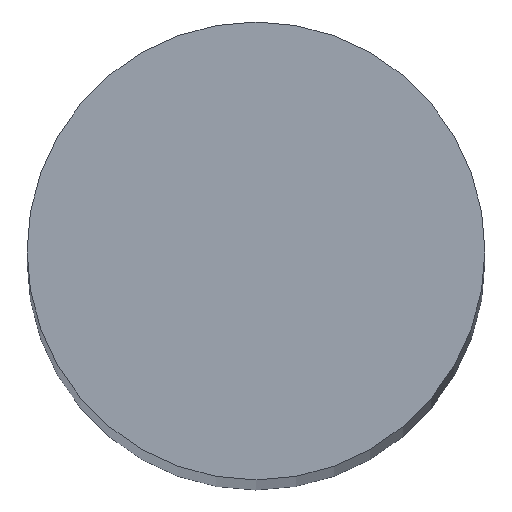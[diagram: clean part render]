
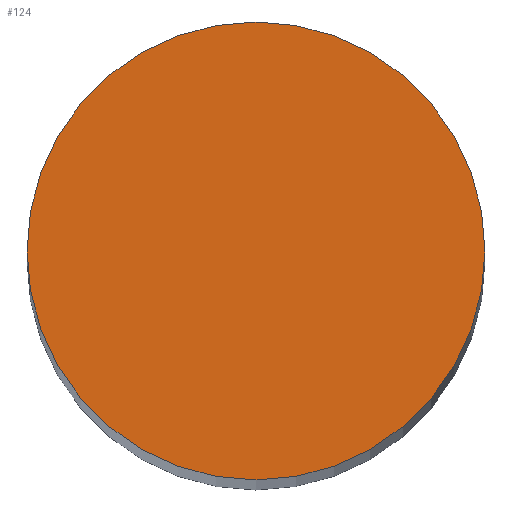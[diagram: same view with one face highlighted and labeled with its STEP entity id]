
A CAD part, top view. The second image highlights one B-rep face of the part: STEP entity #124.
In plain terms, the highlighted planar face has unit normal (0, 0, 1).
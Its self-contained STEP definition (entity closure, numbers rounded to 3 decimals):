
#2 = DIRECTION ( 'NONE',  ( 1., 0., 0. ) ) ;
#6 = ORIENTED_EDGE ( 'NONE', *, *, #115, .T. ) ;
#9 = DIRECTION ( 'NONE',  ( 1., 0., 0. ) ) ;
#12 = CARTESIAN_POINT ( 'NONE',  ( -2.5, 0., 63. ) ) ;
#20 = DIRECTION ( 'NONE',  ( 0., 0., 1. ) ) ;
#41 = AXIS2_PLACEMENT_3D ( 'NONE', #46, #20, #2 ) ;
#46 = CARTESIAN_POINT ( 'NONE',  ( 0., 0., 63. ) ) ;
#49 = CIRCLE ( 'NONE', #110, 2.5 ) ;
#64 = DIRECTION ( 'NONE',  ( 0., 0., 1. ) ) ;
#66 = VERTEX_POINT ( 'NONE', #98 ) ;
#69 = EDGE_LOOP ( 'NONE', ( #86, #6 ) ) ;
#70 = FACE_OUTER_BOUND ( 'NONE', #69, .T. ) ;
#74 = VERTEX_POINT ( 'NONE', #12 ) ;
#77 = CIRCLE ( 'NONE', #41, 2.5 ) ;
#86 = ORIENTED_EDGE ( 'NONE', *, *, #121, .T. ) ;
#95 = CARTESIAN_POINT ( 'NONE',  ( 0., 0., 63. ) ) ;
#96 = DIRECTION ( 'NONE',  ( 0., 0., 1. ) ) ;
#98 = CARTESIAN_POINT ( 'NONE',  ( 2.5, 0., 63. ) ) ;
#104 = AXIS2_PLACEMENT_3D ( 'NONE', #95, #96, #9 ) ;
#110 = AXIS2_PLACEMENT_3D ( 'NONE', #117, #64, #125 ) ;
#115 = EDGE_CURVE ( 'NONE', #66, #74, #49, .T. ) ;
#117 = CARTESIAN_POINT ( 'NONE',  ( 0., 0., 63. ) ) ;
#121 = EDGE_CURVE ( 'NONE', #74, #66, #77, .T. ) ;
#123 = PLANE ( 'NONE',  #104 ) ;
#124 = ADVANCED_FACE ( 'NONE', ( #70 ), #123, .T. ) ;
#125 = DIRECTION ( 'NONE',  ( 1., 0., 0. ) ) ;
